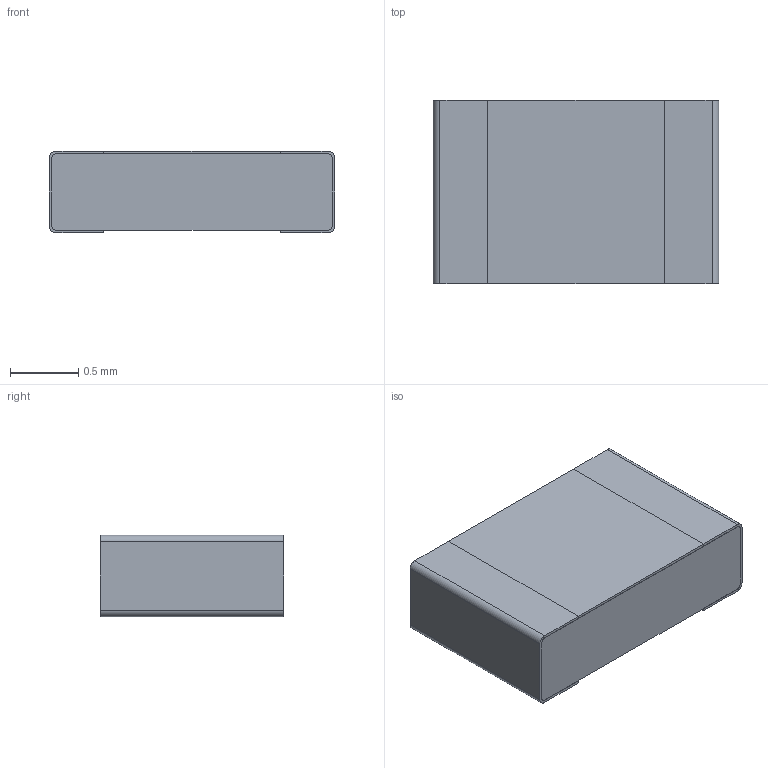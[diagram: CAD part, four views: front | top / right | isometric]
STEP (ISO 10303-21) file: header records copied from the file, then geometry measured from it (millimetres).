
FILE_DESCRIPTION(('STEP AP214'), '1');
FILE_NAME('RESC-0805', '', ('UNSPECIFIED'), ('UNSPECIFIED'), 'ASCON STEP Converter 1.3', 'ASCON Math Kernel', '');
FILE_SCHEMA(('AUTOMOTIVE_DESIGN { 1 0 10303 214 3 1 1}'));
Length unit declared in the file: millimetre
Bounding box: 2.1 x 1.35 x 0.6 mm (x, y, z)
Volume: 1.7 mm3; surface area: 20.3 mm2
Topology: 4 solids, 4 shells, 44 faces, 116 edges, 82 vertices
Faces by surface type: plane 32, cylinder 12
Entity records: 1773 total; most frequent: CARTESIAN_POINT 233, DIRECTION 230, ORIENTED_EDGE 216, EDGE_CURVE 108, LINE 92, VECTOR 92, VERTEX_POINT 72, AXIS2_PLACEMENT_3D 69
